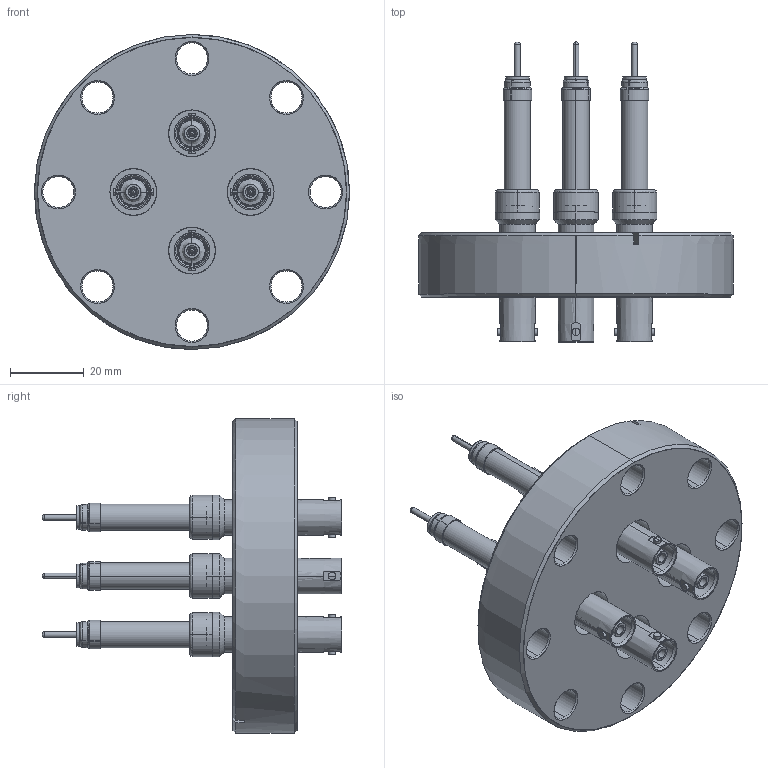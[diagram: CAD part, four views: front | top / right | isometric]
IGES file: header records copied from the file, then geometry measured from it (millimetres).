
Start section: SolidWorks IGES file using analytic representation for surfaces
Global section: file name: 17216-06-CF.IGS; native system: SolidWorks 2016; preprocessor: SolidWorks 2016; author: chris funk; date: 170628.102528; units: inch
Bounding box: 85.34 x 81.27 x 85.34 mm (x, y, z)
Surface area: 43207.8 mm2 (no closed solid volume)
Topology: 0 solids, 0 shells, 623 faces, 8609 edges, 8609 vertices
Faces by surface type: revolution 399, bspline 224
